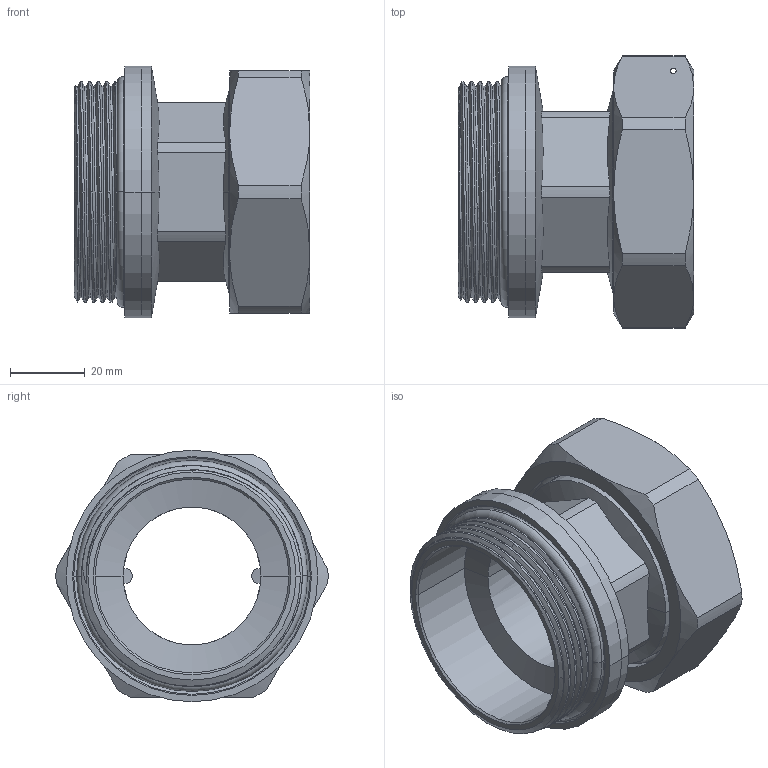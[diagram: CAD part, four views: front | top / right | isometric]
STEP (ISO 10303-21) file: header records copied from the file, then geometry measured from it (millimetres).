
FILE_DESCRIPTION((''),'2;1');
FILE_NAME('F16132009_ASM','2023-12-08T08:19:39',('Administrator'),(''),'CREO PARAMETRIC BY PTC INC, 2023072','CREO PARAMETRIC BY PTC INC, 2023072','');
FILE_SCHEMA(('CONFIG_CONTROL_DESIGN'));
Length unit declared in the file: millimetre
Products named in the file (7): FJ1641132009W; VT10005509R; FJ1615133009W; VT19000609; VT13013309; O-RING62X3_5; F16132009_ASM
Assembly tree (6 placements, depth 2):
  F16132009_ASM
    FJ1641132009W
    VT10005509R
    FJ1615133009W
    VT19000609
    VT13013309
    O-RING62X3_5
Bounding box: 63.2 x 72.99 x 67.5 mm (x, y, z)
Volume: 68383.8 mm3; surface area: 44342.6 mm2
Topology: 6 solids, 6 shells, 259 faces, 664 edges, 424 vertices
Faces by surface type: plane 72, cylinder 63, extrusion 63, cone 38, bspline 15, torus 8
Entity records: 12797 total; most frequent: CARTESIAN_POINT 6778, ORIENTED_EDGE 1328, DIRECTION 989, EDGE_CURVE 664, VERTEX_POINT 424, VECTOR 345, AXIS2_PLACEMENT_3D 322, B_SPLINE_CURVE_WITH_KNOTS 317
